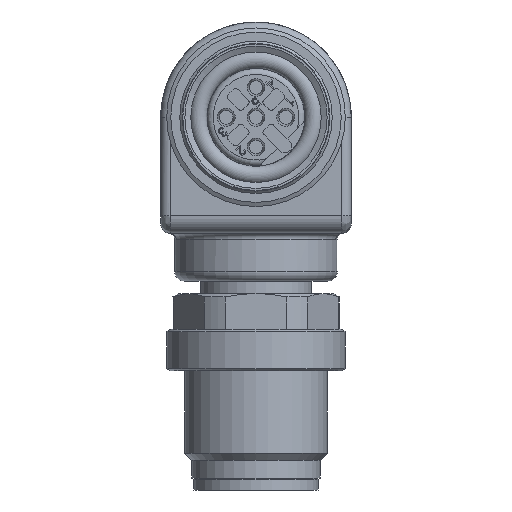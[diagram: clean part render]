
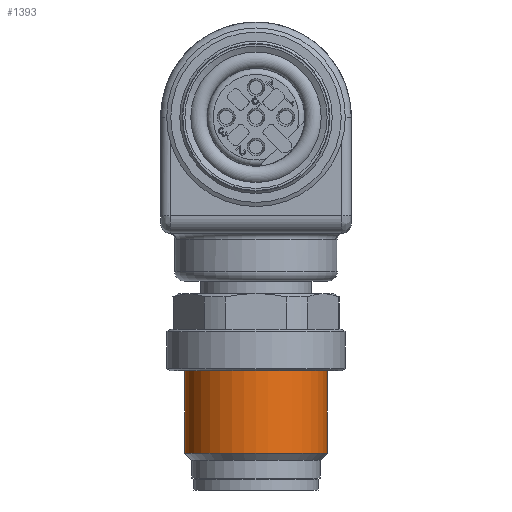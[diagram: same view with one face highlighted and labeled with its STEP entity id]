
A CAD part, front view. The second image highlights one B-rep face of the part: STEP entity #1393.
In plain terms, the highlighted cylindrical face has radius 6 mm (diameter 12 mm), a full revolution.
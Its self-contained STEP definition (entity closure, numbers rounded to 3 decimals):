
#285=CYLINDRICAL_SURFACE('',#11084,6.);
#549=FACE_BOUND('',#2858,.T.);
#550=FACE_BOUND('',#2859,.T.);
#904=CIRCLE('',#11081,6.);
#905=CIRCLE('',#11083,6.);
#1393=ADVANCED_FACE('',(#549,#550),#285,.T.);
#2858=EDGE_LOOP('',(#4960));
#2859=EDGE_LOOP('',(#4961));
#4960=ORIENTED_EDGE('',*,*,#8224,.F.);
#4961=ORIENTED_EDGE('',*,*,#8223,.T.);
#7017=VERTEX_POINT('',#16687);
#7018=VERTEX_POINT('',#16690);
#8223=EDGE_CURVE('',#7017,#7017,#904,.T.);
#8224=EDGE_CURVE('',#7018,#7018,#905,.T.);
#11081=AXIS2_PLACEMENT_3D('',#16686,#12915,#12916);
#11083=AXIS2_PLACEMENT_3D('',#16689,#12919,#12920);
#11084=AXIS2_PLACEMENT_3D('',#16691,#12921,#12922);
#12915=DIRECTION('',(0.,0.,-1.));
#12916=DIRECTION('',(0.866,-0.5,0.));
#12919=DIRECTION('',(0.,0.,-1.));
#12920=DIRECTION('',(0.866,-0.5,0.));
#12921=DIRECTION('',(0.,0.,-1.));
#12922=DIRECTION('',(-0.866,0.5,0.));
#16686=CARTESIAN_POINT('',(0.,0.,-21.3));
#16687=CARTESIAN_POINT('',(5.196,-3.,-21.3));
#16689=CARTESIAN_POINT('',(0.,0.,-28.2));
#16690=CARTESIAN_POINT('',(5.196,-3.,-28.2));
#16691=CARTESIAN_POINT('',(0.,0.,-30.3));
